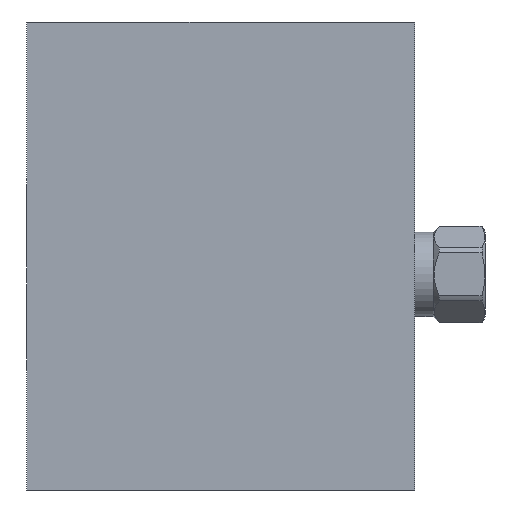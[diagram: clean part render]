
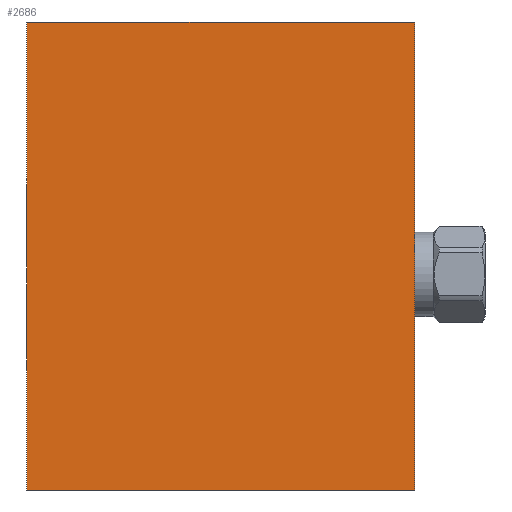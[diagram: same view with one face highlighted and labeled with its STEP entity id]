
A CAD part, front view. The second image highlights one B-rep face of the part: STEP entity #2686.
In plain terms, the highlighted planar face has unit normal (0, -1, 0).
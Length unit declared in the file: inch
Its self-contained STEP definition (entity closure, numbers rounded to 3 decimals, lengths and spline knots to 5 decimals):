
#5=DIRECTION('',(1.,0.,0.));
#6=VECTOR('',#5,3.938);
#7=CARTESIAN_POINT('',(0.,-4.,0.));
#8=LINE('',#7,#6);
#145=DIRECTION('',(0.,0.,1.));
#146=VECTOR('',#145,4.75);
#147=CARTESIAN_POINT('',(3.938,-4.,0.));
#148=LINE('',#147,#146);
#169=DIRECTION('',(0.,0.,1.));
#170=VECTOR('',#169,4.75);
#171=CARTESIAN_POINT('',(0.,-4.,0.));
#172=LINE('',#171,#170);
#185=DIRECTION('',(1.,0.,0.));
#186=VECTOR('',#185,3.938);
#187=CARTESIAN_POINT('',(0.,-4.,4.75));
#188=LINE('',#187,#186);
#2179=CARTESIAN_POINT('',(0.,-4.,0.));
#2181=VERTEX_POINT('',#2179);
#2182=CARTESIAN_POINT('',(3.938,-4.,0.));
#2183=VERTEX_POINT('',#2182);
#2187=CARTESIAN_POINT('',(0.,-4.,4.75));
#2189=VERTEX_POINT('',#2187);
#2190=CARTESIAN_POINT('',(3.938,-4.,4.75));
#2191=VERTEX_POINT('',#2190);
#2674=CARTESIAN_POINT('',(0.,-4.,0.));
#2675=DIRECTION('',(0.,-1.,0.));
#2676=DIRECTION('',(1.,0.,0.));
#2677=AXIS2_PLACEMENT_3D('',#2674,#2675,#2676);
#2678=PLANE('',#2677);
#2679=ORIENTED_EDGE('',*,*,#2538,.F.);
#2680=ORIENTED_EDGE('',*,*,#2587,.T.);
#2682=ORIENTED_EDGE('',*,*,#2681,.T.);
#2683=ORIENTED_EDGE('',*,*,#2654,.F.);
#2684=EDGE_LOOP('',(#2679,#2680,#2682,#2683));
#2685=FACE_OUTER_BOUND('',#2684,.F.);
#2686=ADVANCED_FACE('',(#2685),#2678,.T.);
#2538=EDGE_CURVE('',#2181,#2183,#8,.T.);
#2587=EDGE_CURVE('',#2181,#2189,#172,.T.);
#2654=EDGE_CURVE('',#2183,#2191,#148,.T.);
#2681=EDGE_CURVE('',#2189,#2191,#188,.T.);
